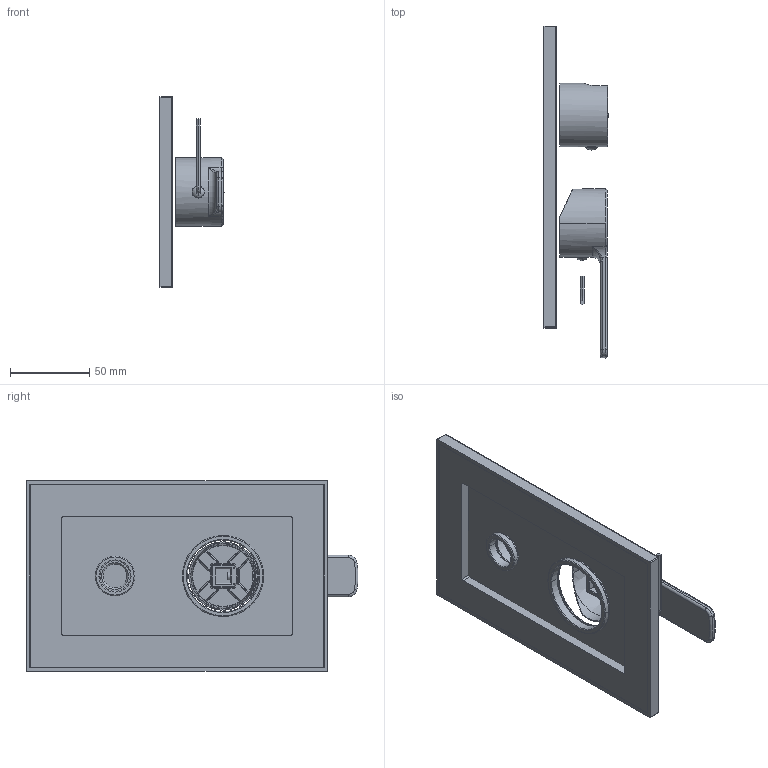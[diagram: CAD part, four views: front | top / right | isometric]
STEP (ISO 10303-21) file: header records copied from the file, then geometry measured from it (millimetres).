
FILE_DESCRIPTION((''),'2;1');
FILE_NAME('RED019CREST_ASM','2021-02-03T13:33:35',('stefano.gianpani'),('PAFFONI SpA'),'CREO PARAMETRIC BY PTC INC, 2020044','CREO PARAMETRIC BY PTC INC, 2020044','');
FILE_SCHEMA(('CONFIG_CONTROL_DESIGN','SHAPE_APPEARANCE_LAYERS_GROUPS'));
Length unit declared in the file: millimetre
Products named in the file (13): 4061213CR; 592305006A2I; TCF0691105CRRB; CHBR25; 8001114_ASM; 4061169CR_AF3; 2091320; 2091319; 2091341; 2042486GR; 2041560GR; 2091105CRN; RED019CREST_ASM
Assembly tree (12 placements, depth 3):
  RED019CREST_ASM
    4061213CR
    8001114_ASM
      592305006A2I
      TCF0691105CRRB
      CHBR25
    4061169CR_AF3
    2091320
    2091319
    2091341
    2042486GR
    2041560GR
    2091105CRN
Bounding box: 40.35 x 208.91 x 120 mm (x, y, z)
Volume: 170959.3 mm3; surface area: 110174.3 mm2
Topology: 11 solids, 15 shells, 422 faces, 963 edges, 577 vertices
Faces by surface type: cylinder 150, plane 136, torus 42, bspline 34, sphere 31, cone 29
Entity records: 16899 total; most frequent: CARTESIAN_POINT 4187, DIRECTION 2083, ORIENTED_EDGE 1894, PRESENTATION_STYLE_ASSIGNMENT 972, STYLED_ITEM 972, CURVE_STYLE 957, EDGE_CURVE 957, AXIS2_PLACEMENT_3D 831
